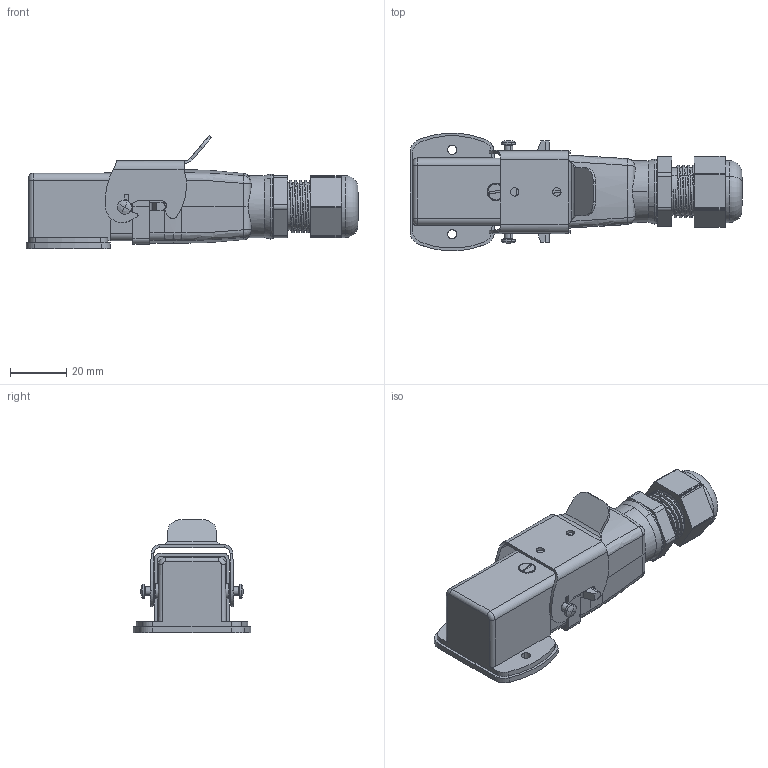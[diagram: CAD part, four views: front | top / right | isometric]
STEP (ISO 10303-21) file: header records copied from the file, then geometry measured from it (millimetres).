
FILE_DESCRIPTION(('CATIA V5 STEP Exchange','CAx-IF Rec.Pracs.--- Model Styling and Organization---1.4--- 2014-01-23'),'2;1');
FILE_NAME ('019347-1_2', '2019-11-22T13:08:54+00:00', ('none'), ('Weidmueller'), 'CATIA Version 5-6 Release 2016 SP3 HF44', 'CATIA V5 STEP AP214', 'none');
FILE_SCHEMA(('AUTOMOTIVE_DESIGN { 1 0 10303 214 1 1 1 1 }'));
Products named in the file (1): 1712650000
Bounding box: 118.04 x 41.81 x 40.18 mm (x, y, z)
Volume: 45075.9 mm3; surface area: 52816.7 mm2
Topology: 16 solids, 24 shells, 4056 faces, 10746 edges, 6618 vertices
Faces by surface type: plane 2239, cylinder 1070, torus 430, cone 216, bspline 41, sphere 40, extrusion 18, revolution 2
Entity records: 128245 total; most frequent: CARTESIAN_POINT 34870, ORIENTED_EDGE 21354, DIRECTION 15702, EDGE_CURVE 10677, VECTOR 6745, LINE 6727, VERTEX_POINT 6618, AXIS2_PLACEMENT_3D 5989
